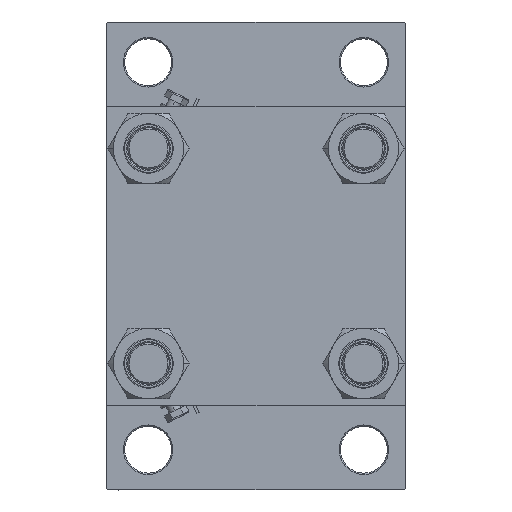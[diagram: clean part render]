
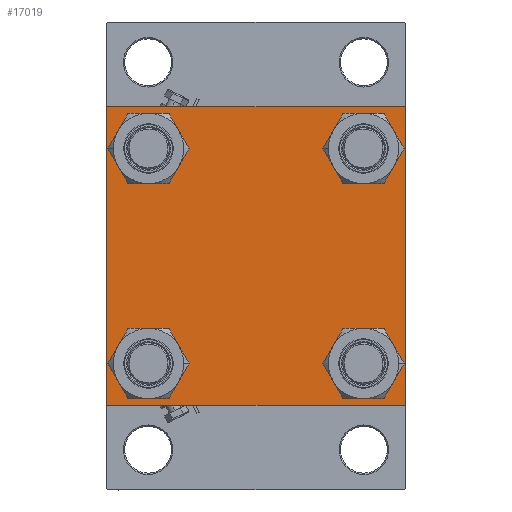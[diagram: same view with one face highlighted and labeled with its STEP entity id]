
A CAD part, left-side view. The second image highlights one B-rep face of the part: STEP entity #17019.
In plain terms, the highlighted planar face has unit normal (-1, 0, 0).
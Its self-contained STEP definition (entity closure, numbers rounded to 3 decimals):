
#105 = AXIS2_PLACEMENT_3D ( 'NONE', #27387, #7916, #12117 ) ;
#460 = CARTESIAN_POINT ( 'NONE',  ( 0., 57., 57.5 ) ) ;
#882 = EDGE_CURVE ( 'NONE', #41764, #37296, #22283, .T. ) ;
#1672 = DIRECTION ( 'NONE',  ( 0., 0., 1. ) ) ;
#1704 = VECTOR ( 'NONE', #31399, 1000. ) ;
#1839 = EDGE_CURVE ( 'NONE', #41685, #22159, #7927, .T. ) ;
#2065 = LINE ( 'NONE', #16362, #1704 ) ;
#2907 = LINE ( 'NONE', #17704, #47578 ) ;
#3026 = DIRECTION ( 'NONE',  ( 0., 0., 1. ) ) ;
#3100 = ORIENTED_EDGE ( 'NONE', *, *, #47392, .T. ) ;
#3236 = CARTESIAN_POINT ( 'NONE',  ( 0., 57.25, 57.25 ) ) ;
#3292 = CIRCLE ( 'NONE', #37930, 8.5 ) ;
#3431 = AXIS2_PLACEMENT_3D ( 'NONE', #45265, #12009, #42071 ) ;
#3961 = EDGE_CURVE ( 'NONE', #27406, #14105, #15879, .T. ) ;
#3990 = AXIS2_PLACEMENT_3D ( 'NONE', #28175, #47624, #13862 ) ;
#4714 = ORIENTED_EDGE ( 'NONE', *, *, #32622, .T. ) ;
#5339 = ORIENTED_EDGE ( 'NONE', *, *, #16025, .T. ) ;
#6017 = VECTOR ( 'NONE', #42283, 1000. ) ;
#6625 = EDGE_CURVE ( 'NONE', #47163, #21829, #45026, .T. ) ;
#7124 = LINE ( 'NONE', #18712, #13536 ) ;
#7211 = CARTESIAN_POINT ( 'NONE',  ( 0., -57.5, -57. ) ) ;
#7607 = ORIENTED_EDGE ( 'NONE', *, *, #46915, .T. ) ;
#7684 = EDGE_CURVE ( 'NONE', #11333, #12785, #2065, .T. ) ;
#7692 = VERTEX_POINT ( 'NONE', #38122 ) ;
#7916 = DIRECTION ( 'NONE',  ( 1., 0., 0. ) ) ;
#7927 = CIRCLE ( 'NONE', #3990, 8.5 ) ;
#8290 = LINE ( 'NONE', #41782, #6017 ) ;
#8780 = VERTEX_POINT ( 'NONE', #36877 ) ;
#8964 = CARTESIAN_POINT ( 'NONE',  ( 0., -57.25, -57.25 ) ) ;
#9373 = ORIENTED_EDGE ( 'NONE', *, *, #33490, .T. ) ;
#9418 = VECTOR ( 'NONE', #10623, 1000. ) ;
#9917 = ORIENTED_EDGE ( 'NONE', *, *, #15467, .T. ) ;
#10149 = DIRECTION ( 'NONE',  ( 0., 0.707, -0.707 ) ) ;
#10181 = FACE_OUTER_BOUND ( 'NONE', #22594, .T. ) ;
#10623 = DIRECTION ( 'NONE',  ( 0., 0., -1. ) ) ;
#10934 = CARTESIAN_POINT ( 'NONE',  ( 0., 57.5, 57.5 ) ) ;
#11154 = EDGE_CURVE ( 'NONE', #21829, #47163, #20763, .T. ) ;
#11333 = VERTEX_POINT ( 'NONE', #36786 ) ;
#11355 = CARTESIAN_POINT ( 'NONE',  ( 0., -57.5, 57.5 ) ) ;
#12009 = DIRECTION ( 'NONE',  ( 1., 0., 0. ) ) ;
#12117 = DIRECTION ( 'NONE',  ( 0., 0., 1. ) ) ;
#12183 = CARTESIAN_POINT ( 'NONE',  ( 0., 41.35, 32.85 ) ) ;
#12465 = ORIENTED_EDGE ( 'NONE', *, *, #41959, .T. ) ;
#12533 = ORIENTED_EDGE ( 'NONE', *, *, #7684, .T. ) ;
#12651 = DIRECTION ( 'NONE',  ( 0., 0., 1. ) ) ;
#12785 = VERTEX_POINT ( 'NONE', #25601 ) ;
#13119 = AXIS2_PLACEMENT_3D ( 'NONE', #21768, #36776, #3026 ) ;
#13536 = VECTOR ( 'NONE', #33254, 1000. ) ;
#13862 = DIRECTION ( 'NONE',  ( 0., 0., 1. ) ) ;
#14105 = VERTEX_POINT ( 'NONE', #41225 ) ;
#14721 = CARTESIAN_POINT ( 'NONE',  ( 0., -41.35, -41.35 ) ) ;
#14806 = ORIENTED_EDGE ( 'NONE', *, *, #6625, .T. ) ;
#14967 = DIRECTION ( 'NONE',  ( 1., 0., 0. ) ) ;
#15110 = CIRCLE ( 'NONE', #17489, 8.5 ) ;
#15467 = EDGE_CURVE ( 'NONE', #12785, #8780, #8290, .T. ) ;
#15879 = CIRCLE ( 'NONE', #105, 8.5 ) ;
#16025 = EDGE_CURVE ( 'NONE', #22159, #41685, #31983, .T. ) ;
#16362 = CARTESIAN_POINT ( 'NONE',  ( 0., 57.25, -57.25 ) ) ;
#17019 = ADVANCED_FACE ( 'NONE', ( #47638, #28907, #43930, #25470, #10181 ), #40235, .T. ) ;
#17212 = EDGE_LOOP ( 'NONE', ( #29340, #34983 ) ) ;
#17489 = AXIS2_PLACEMENT_3D ( 'NONE', #20416, #35431, #1672 ) ;
#17704 = CARTESIAN_POINT ( 'NONE',  ( 0., 57.5, 57.5 ) ) ;
#18712 = CARTESIAN_POINT ( 'NONE',  ( 0., -57.25, 57.25 ) ) ;
#19142 = DIRECTION ( 'NONE',  ( 1., 0., 0. ) ) ;
#19347 = CARTESIAN_POINT ( 'NONE',  ( 0., 41.35, -32.85 ) ) ;
#19443 = VERTEX_POINT ( 'NONE', #7211 ) ;
#20127 = DIRECTION ( 'NONE',  ( 1., 0., 0. ) ) ;
#20416 = CARTESIAN_POINT ( 'NONE',  ( 0., 41.35, -41.35 ) ) ;
#20623 = VERTEX_POINT ( 'NONE', #45525 ) ;
#20738 = VERTEX_POINT ( 'NONE', #31986 ) ;
#20763 = CIRCLE ( 'NONE', #3431, 8.5 ) ;
#21768 = CARTESIAN_POINT ( 'NONE',  ( 0., 0., 0. ) ) ;
#21829 = VERTEX_POINT ( 'NONE', #31445 ) ;
#22159 = VERTEX_POINT ( 'NONE', #12183 ) ;
#22283 = LINE ( 'NONE', #10934, #47223 ) ;
#22594 = EDGE_LOOP ( 'NONE', ( #12465, #12533, #9917, #3100, #29074, #9373, #23957, #31405 ) ) ;
#22831 = DIRECTION ( 'NONE',  ( 0., 0., 1. ) ) ;
#23342 = AXIS2_PLACEMENT_3D ( 'NONE', #42719, #24741, #12651 ) ;
#23957 = ORIENTED_EDGE ( 'NONE', *, *, #882, .F. ) ;
#24026 = ORIENTED_EDGE ( 'NONE', *, *, #11154, .T. ) ;
#24496 = EDGE_LOOP ( 'NONE', ( #4714, #7607 ) ) ;
#24741 = DIRECTION ( 'NONE',  ( 1., 0., 0. ) ) ;
#25470 = FACE_BOUND ( 'NONE', #29996, .T. ) ;
#25601 = CARTESIAN_POINT ( 'NONE',  ( 0., 57., -57.5 ) ) ;
#27387 = CARTESIAN_POINT ( 'NONE',  ( 0., -41.35, -41.35 ) ) ;
#27401 = EDGE_CURVE ( 'NONE', #20738, #19443, #44375, .T. ) ;
#27406 = VERTEX_POINT ( 'NONE', #40431 ) ;
#27715 = EDGE_CURVE ( 'NONE', #14105, #27406, #29107, .T. ) ;
#28175 = CARTESIAN_POINT ( 'NONE',  ( 0., 41.35, 41.35 ) ) ;
#28907 = FACE_BOUND ( 'NONE', #17212, .T. ) ;
#29074 = ORIENTED_EDGE ( 'NONE', *, *, #27401, .F. ) ;
#29107 = CIRCLE ( 'NONE', #35411, 8.5 ) ;
#29340 = ORIENTED_EDGE ( 'NONE', *, *, #27715, .T. ) ;
#29989 = DIRECTION ( 'NONE',  ( 0., 0., -1. ) ) ;
#29996 = EDGE_LOOP ( 'NONE', ( #41919, #5339 ) ) ;
#30959 = CARTESIAN_POINT ( 'NONE',  ( 0., -41.35, 32.85 ) ) ;
#31399 = DIRECTION ( 'NONE',  ( 0., -0.707, -0.707 ) ) ;
#31405 = ORIENTED_EDGE ( 'NONE', *, *, #38611, .T. ) ;
#31445 = CARTESIAN_POINT ( 'NONE',  ( 0., -41.35, 49.85 ) ) ;
#31983 = CIRCLE ( 'NONE', #23342, 8.5 ) ;
#31986 = CARTESIAN_POINT ( 'NONE',  ( 0., -57.5, 57. ) ) ;
#32622 = EDGE_CURVE ( 'NONE', #34197, #20623, #3292, .T. ) ;
#33254 = DIRECTION ( 'NONE',  ( 0., 0.707, 0.707 ) ) ;
#33490 = EDGE_CURVE ( 'NONE', #20738, #37296, #7124, .T. ) ;
#34197 = VERTEX_POINT ( 'NONE', #19347 ) ;
#34341 = LINE ( 'NONE', #8964, #37946 ) ;
#34983 = ORIENTED_EDGE ( 'NONE', *, *, #3961, .T. ) ;
#35140 = DIRECTION ( 'NONE',  ( 0., 0., 1. ) ) ;
#35411 = AXIS2_PLACEMENT_3D ( 'NONE', #14721, #14967, #41098 ) ;
#35431 = DIRECTION ( 'NONE',  ( 1., 0., 0. ) ) ;
#36382 = AXIS2_PLACEMENT_3D ( 'NONE', #42527, #20127, #35140 ) ;
#36776 = DIRECTION ( 'NONE',  ( -1., 0., 0. ) ) ;
#36786 = CARTESIAN_POINT ( 'NONE',  ( 0., 57.5, -57. ) ) ;
#36877 = CARTESIAN_POINT ( 'NONE',  ( 0., -57., -57.5 ) ) ;
#37296 = VERTEX_POINT ( 'NONE', #47656 ) ;
#37930 = AXIS2_PLACEMENT_3D ( 'NONE', #48696, #19142, #22831 ) ;
#37946 = VECTOR ( 'NONE', #42461, 1000. ) ;
#38122 = CARTESIAN_POINT ( 'NONE',  ( 0., 57.5, 57. ) ) ;
#38611 = EDGE_CURVE ( 'NONE', #41764, #7692, #43671, .T. ) ;
#40235 = PLANE ( 'NONE',  #13119 ) ;
#40409 = CARTESIAN_POINT ( 'NONE',  ( 0., 41.35, 49.85 ) ) ;
#40431 = CARTESIAN_POINT ( 'NONE',  ( 0., -41.35, -49.85 ) ) ;
#40744 = DIRECTION ( 'NONE',  ( 0., -1., 0. ) ) ;
#41098 = DIRECTION ( 'NONE',  ( 0., 0., 1. ) ) ;
#41225 = CARTESIAN_POINT ( 'NONE',  ( 0., -41.35, -32.85 ) ) ;
#41685 = VERTEX_POINT ( 'NONE', #40409 ) ;
#41764 = VERTEX_POINT ( 'NONE', #460 ) ;
#41782 = CARTESIAN_POINT ( 'NONE',  ( 0., 57.5, -57.5 ) ) ;
#41919 = ORIENTED_EDGE ( 'NONE', *, *, #1839, .T. ) ;
#41959 = EDGE_CURVE ( 'NONE', #7692, #11333, #2907, .T. ) ;
#42071 = DIRECTION ( 'NONE',  ( 0., 0., 1. ) ) ;
#42283 = DIRECTION ( 'NONE',  ( 0., -1., 0. ) ) ;
#42461 = DIRECTION ( 'NONE',  ( 0., -0.707, 0.707 ) ) ;
#42527 = CARTESIAN_POINT ( 'NONE',  ( 0., -41.35, 41.35 ) ) ;
#42719 = CARTESIAN_POINT ( 'NONE',  ( 0., 41.35, 41.35 ) ) ;
#43502 = VECTOR ( 'NONE', #10149, 1000. ) ;
#43671 = LINE ( 'NONE', #3236, #43502 ) ;
#43930 = FACE_BOUND ( 'NONE', #24496, .T. ) ;
#44375 = LINE ( 'NONE', #11355, #9418 ) ;
#45026 = CIRCLE ( 'NONE', #36382, 8.5 ) ;
#45265 = CARTESIAN_POINT ( 'NONE',  ( 0., -41.35, 41.35 ) ) ;
#45525 = CARTESIAN_POINT ( 'NONE',  ( 0., 41.35, -49.85 ) ) ;
#46915 = EDGE_CURVE ( 'NONE', #20623, #34197, #15110, .T. ) ;
#47163 = VERTEX_POINT ( 'NONE', #30959 ) ;
#47223 = VECTOR ( 'NONE', #40744, 1000. ) ;
#47392 = EDGE_CURVE ( 'NONE', #8780, #19443, #34341, .T. ) ;
#47578 = VECTOR ( 'NONE', #29989, 1000. ) ;
#47624 = DIRECTION ( 'NONE',  ( 1., 0., 0. ) ) ;
#47638 = FACE_BOUND ( 'NONE', #48702, .T. ) ;
#47656 = CARTESIAN_POINT ( 'NONE',  ( 0., -57., 57.5 ) ) ;
#48696 = CARTESIAN_POINT ( 'NONE',  ( 0., 41.35, -41.35 ) ) ;
#48702 = EDGE_LOOP ( 'NONE', ( #24026, #14806 ) ) ;
